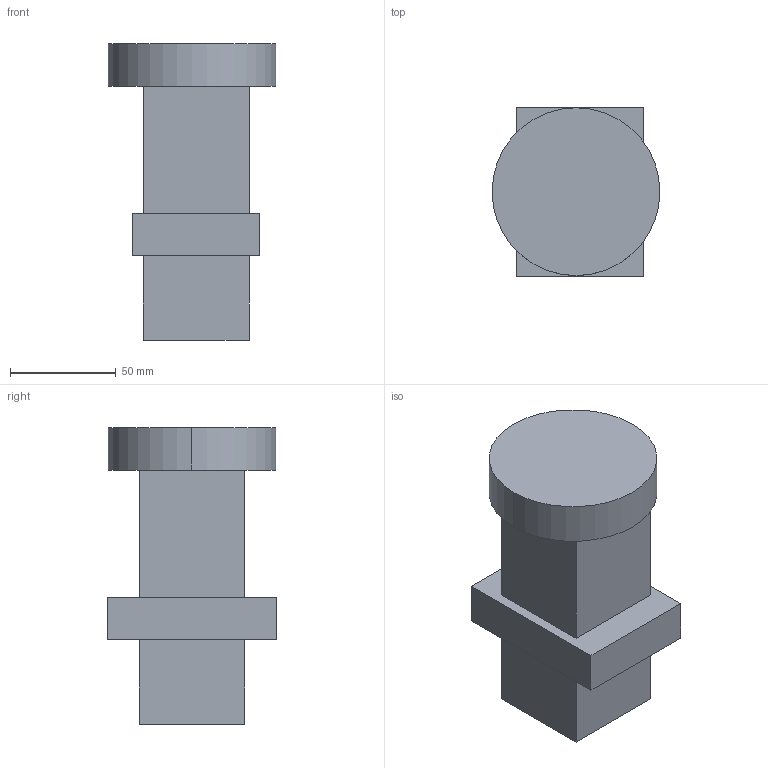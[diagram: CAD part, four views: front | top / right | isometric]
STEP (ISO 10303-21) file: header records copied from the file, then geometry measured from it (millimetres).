
FILE_DESCRIPTION(('CATIA V5 STEP Exchange'),'2;1');
FILE_NAME('PartTest.stp','2020-06-15T06:59:00+00:00',('none'),('none'),'CATIA Version 5 Release 21 GA (IN-10)','CATIA V5 STEP AP203','none');
FILE_SCHEMA(('CONFIG_CONTROL_DESIGN'));
Length unit declared in the file: millimetre
Products named in the file (1): Part1
Bounding box: 79.2 x 80 x 140 mm (x, y, z)
Volume: 444520.3 mm3; surface area: 45028.1 mm2
Topology: 1 solids, 1 shells, 19 faces, 42 edges, 28 vertices
Faces by surface type: plane 17, cylinder 2
Entity records: 537 total; most frequent: CARTESIAN_POINT 86, ORIENTED_EDGE 84, DIRECTION 72, EDGE_CURVE 42, VECTOR 38, LINE 38, VERTEX_POINT 28, EDGE_LOOP 22
